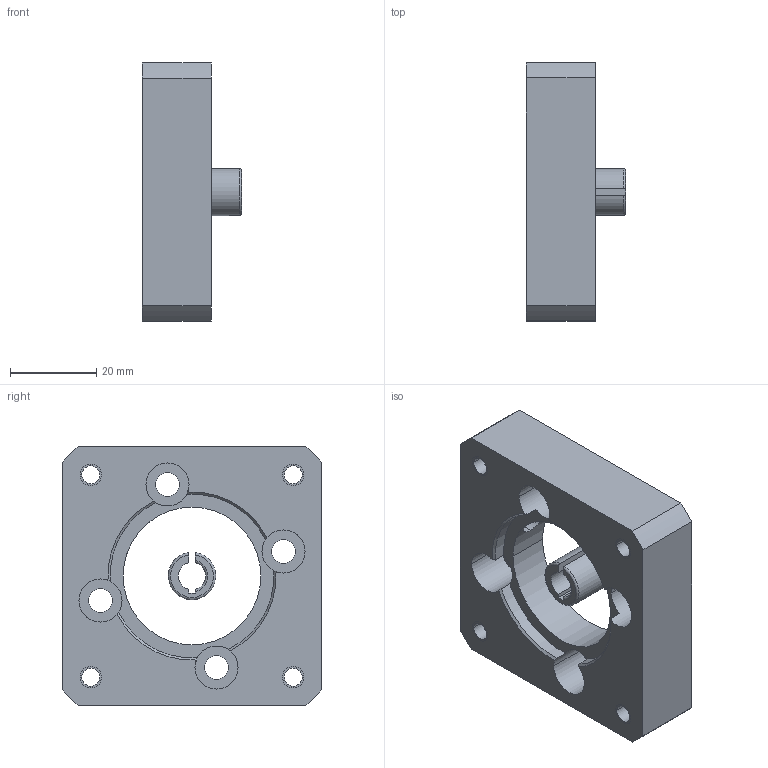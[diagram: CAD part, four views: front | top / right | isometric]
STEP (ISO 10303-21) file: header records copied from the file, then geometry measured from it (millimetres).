
FILE_DESCRIPTION((''),'2;1');
FILE_NAME('M060-140-000_ASM','2006-03-29T',('Ille'),(''),'PRO/ENGINEER BY PARAMETRIC TECHNOLOGY CORPORATION, 2005170','PRO/ENGINEER BY PARAMETRIC TECHNOLOGY CORPORATION, 2005170','');
FILE_SCHEMA(('CONFIG_CONTROL_DESIGN'));
Length unit declared in the file: millimetre
Products named in the file (3): 270-438_100-437; 210-359_093-618; M060-140-000_ASM
Assembly tree (2 placements, depth 2):
  M060-140-000_ASM
    270-438_100-437
    210-359_093-618
Bounding box: 23 x 60 x 60 mm (x, y, z)
Volume: 35676.8 mm3; surface area: 15399.8 mm2
Topology: 2 solids, 7 shells, 85 faces, 230 edges, 156 vertices
Faces by surface type: cylinder 51, plane 24, cone 6, torus 4
Entity records: 2987 total; most frequent: CARTESIAN_POINT 614, DIRECTION 524, ORIENTED_EDGE 440, EDGE_CURVE 230, AXIS2_PLACEMENT_3D 220, VERTEX_POINT 156, CIRCLE 128, EDGE_LOOP 112
